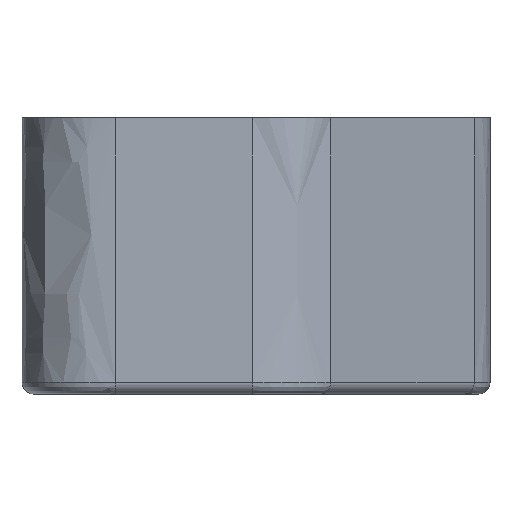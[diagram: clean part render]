
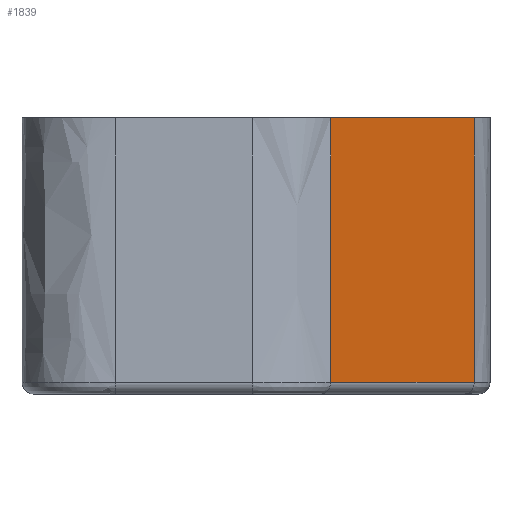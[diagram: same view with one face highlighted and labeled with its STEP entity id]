
A CAD part, left-side view. The second image highlights one B-rep face of the part: STEP entity #1839.
In plain terms, the highlighted planar face has unit normal (-0.555, -0.832, 0).
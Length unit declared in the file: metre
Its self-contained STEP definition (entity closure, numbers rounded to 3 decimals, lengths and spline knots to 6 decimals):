
#130=B_SPLINE_CURVE_WITH_KNOTS('',3,(#3009,#3010,#3011,#3012),
 .UNSPECIFIED.,.F.,.F.,(4,4),(0.,0.957627),.UNSPECIFIED.);
#131=B_SPLINE_CURVE_WITH_KNOTS('',3,(#3016,#3017,#3018,#3019),
 .UNSPECIFIED.,.F.,.F.,(4,4),(0.042373,1.),.UNSPECIFIED.);
#448=ORIENTED_EDGE('',*,*,#875,.T.);
#449=ORIENTED_EDGE('',*,*,#876,.T.);
#450=ORIENTED_EDGE('',*,*,#877,.T.);
#451=ORIENTED_EDGE('',*,*,#806,.F.);
#806=EDGE_CURVE('',#1060,#1061,#1223,.T.);
#875=EDGE_CURVE('',#1060,#1100,#130,.T.);
#876=EDGE_CURVE('',#1100,#1101,#1259,.F.);
#877=EDGE_CURVE('',#1101,#1061,#131,.T.);
#1060=VERTEX_POINT('',#2818);
#1061=VERTEX_POINT('',#2819);
#1100=VERTEX_POINT('',#3013);
#1101=VERTEX_POINT('',#3015);
#1223=LINE('',#2817,#1399);
#1259=LINE('',#3014,#1435);
#1399=VECTOR('',#2224,1.);
#1435=VECTOR('',#2362,1.);
#1544=EDGE_LOOP('',(#448,#449,#450,#451));
#1664=FACE_BOUND('',#1544,.T.);
#1765=PLANE('',#1996);
#1839=ADVANCED_FACE('',(#1664),#1765,.T.);
#1996=AXIS2_PLACEMENT_3D('',#3008,#2360,#2361);
#2224=DIRECTION('',(0.832,-0.555,0.));
#2360=DIRECTION('',(-0.555,-0.832,0.));
#2361=DIRECTION('',(0.,0.,-1.));
#2362=DIRECTION('',(-0.832,0.555,0.));
#2817=CARTESIAN_POINT('',(-0.02,0.018,0.));
#2818=CARTESIAN_POINT('',(-0.018219,0.016813,0.));
#2819=CARTESIAN_POINT('',(-0.009008,0.010672,0.));
#3008=CARTESIAN_POINT('',(-0.02,0.018,-0.007));
#3009=CARTESIAN_POINT('',(-0.018219,0.016813,0.));
#3010=CARTESIAN_POINT('',(-0.018219,0.016813,-0.003767));
#3011=CARTESIAN_POINT('',(-0.018219,0.016813,-0.007533));
#3012=CARTESIAN_POINT('',(-0.018219,0.016813,-0.0113));
#3013=CARTESIAN_POINT('',(-0.018219,0.016813,-0.0113));
#3014=CARTESIAN_POINT('',(-0.02,0.018,-0.0113));
#3015=CARTESIAN_POINT('',(-0.009008,0.010672,-0.0113));
#3016=CARTESIAN_POINT('',(-0.009008,0.010672,-0.0113));
#3017=CARTESIAN_POINT('',(-0.009008,0.010672,-0.007533));
#3018=CARTESIAN_POINT('',(-0.009008,0.010672,-0.003767));
#3019=CARTESIAN_POINT('',(-0.009008,0.010672,0.));
